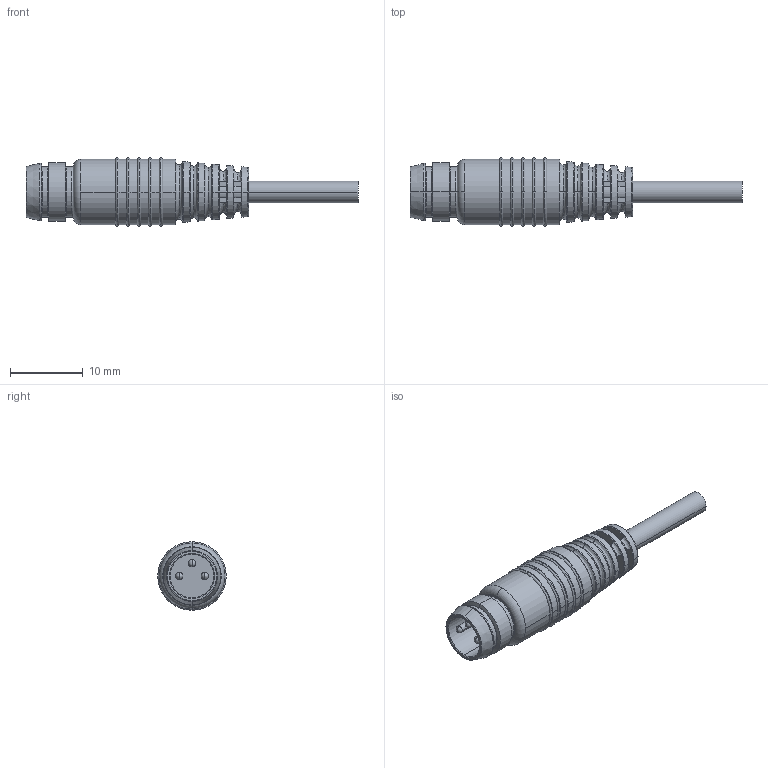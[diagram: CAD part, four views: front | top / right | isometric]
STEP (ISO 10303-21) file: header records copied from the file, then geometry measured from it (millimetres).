
FILE_DESCRIPTION((''),'2;1');
FILE_NAME('79-3409-02-03.stp','2005-03-24T08:27:46',('generator'),(''),'Autodesk Inventor 7','Autodesk Inventor 7','');
FILE_SCHEMA(('AUTOMOTIVE_DESIGN { 1 0 10303 214 1 1 1 1 }'));
Length unit declared in the file: millimetre
Products named in the file (1): 79-3409-02-03
Bounding box: 45.5 x 9.38 x 9.38 mm (x, y, z)
Volume: 1528.5 mm3; surface area: 1425.6 mm2
Topology: 1 solids, 1 shells, 213 faces, 598 edges, 359 vertices
Faces by surface type: torus 64, plane 59, cylinder 36, bspline 28, cone 20, sphere 6
Entity records: 7977 total; most frequent: CARTESIAN_POINT 2423, DIRECTION 1260, ORIENTED_EDGE 1172, EDGE_CURVE 586, AXIS2_PLACEMENT_3D 552, CIRCLE 366, VERTEX_POINT 359, EDGE_LOOP 229
